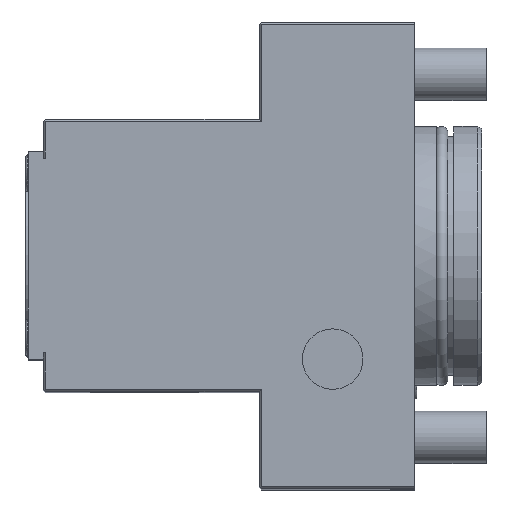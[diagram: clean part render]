
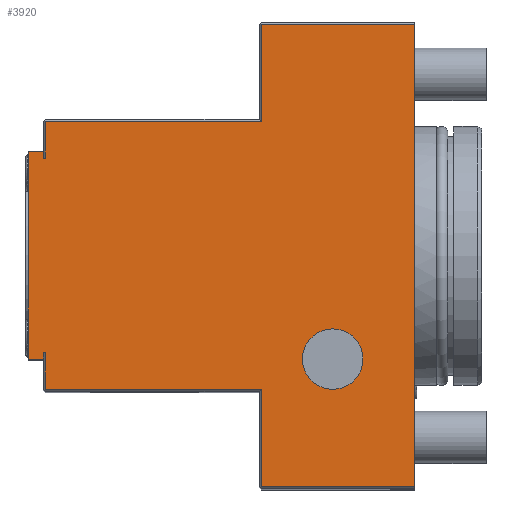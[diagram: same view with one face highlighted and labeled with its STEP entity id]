
A CAD part, top view. The second image highlights one B-rep face of the part: STEP entity #3920.
In plain terms, the highlighted planar face has unit normal (0, 0, 1).
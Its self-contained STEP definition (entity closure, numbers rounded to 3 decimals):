
#426=DIRECTION('',(0.,1.,0.));
#427=VECTOR('',#426,8.5);
#428=CARTESIAN_POINT('',(-85.5,-31.,69.));
#429=LINE('',#428,#427);
#430=DIRECTION('',(0.,-1.,0.));
#431=VECTOR('',#430,1.5);
#432=CARTESIAN_POINT('',(-86.,-22.5,69.));
#433=LINE('',#432,#431);
#434=DIRECTION('',(1.,0.,0.));
#435=VECTOR('',#434,3.5);
#436=CARTESIAN_POINT('',(-89.5,24.,69.));
#437=LINE('',#436,#435);
#438=DIRECTION('',(0.,-1.,0.));
#439=VECTOR('',#438,1.5);
#440=CARTESIAN_POINT('',(-86.,24.,69.));
#441=LINE('',#440,#439);
#442=DIRECTION('',(1.,0.,0.));
#443=VECTOR('',#442,0.5);
#444=CARTESIAN_POINT('',(-86.,22.5,69.));
#445=LINE('',#444,#443);
#446=DIRECTION('',(0.,1.,0.));
#447=VECTOR('',#446,8.5);
#448=CARTESIAN_POINT('',(-85.5,22.5,69.));
#449=LINE('',#448,#447);
#450=DIRECTION('',(-1.,0.,0.));
#451=VECTOR('',#450,50.);
#452=CARTESIAN_POINT('',(-35.5,31.,69.));
#453=LINE('',#452,#451);
#454=DIRECTION('',(0.,-1.,0.));
#455=VECTOR('',#454,22.5);
#456=CARTESIAN_POINT('',(-35.5,53.5,69.));
#457=LINE('',#456,#455);
#458=DIRECTION('',(1.,0.,0.));
#459=VECTOR('',#458,35.5);
#460=CARTESIAN_POINT('',(-35.5,53.5,69.));
#461=LINE('',#460,#459);
#462=DIRECTION('',(1.,0.,0.));
#463=VECTOR('',#462,35.5);
#464=CARTESIAN_POINT('',(-35.5,-53.5,69.));
#465=LINE('',#464,#463);
#466=DIRECTION('',(0.,-1.,0.));
#467=VECTOR('',#466,22.5);
#468=CARTESIAN_POINT('',(-35.5,-31.,69.));
#469=LINE('',#468,#467);
#470=DIRECTION('',(1.,0.,0.));
#471=VECTOR('',#470,50.);
#472=CARTESIAN_POINT('',(-85.5,-31.,69.));
#473=LINE('',#472,#471);
#474=CARTESIAN_POINT('',(-19.,-24.,69.));
#475=DIRECTION('',(0.,0.,-1.));
#476=DIRECTION('',(1.,0.,0.));
#477=AXIS2_PLACEMENT_3D('',#474,#475,#476);
#479=CARTESIAN_POINT('',(-19.,-24.,69.));
#480=DIRECTION('',(0.,0.,-1.));
#481=DIRECTION('',(-1.,0.,0.));
#482=AXIS2_PLACEMENT_3D('',#479,#480,#481);
#684=DIRECTION('',(1.,0.,0.));
#685=VECTOR('',#684,0.5);
#686=CARTESIAN_POINT('',(-86.,-22.5,69.));
#687=LINE('',#686,#685);
#909=DIRECTION('',(0.,1.,0.));
#910=VECTOR('',#909,107.);
#911=CARTESIAN_POINT('',(0.,-53.5,69.));
#912=LINE('',#911,#910);
#1820=DIRECTION('',(0.,-1.,0.));
#1821=VECTOR('',#1820,48.);
#1822=CARTESIAN_POINT('',(-89.5,24.,69.));
#1823=LINE('',#1822,#1821);
#1864=DIRECTION('',(1.,0.,0.));
#1865=VECTOR('',#1864,3.5);
#1866=CARTESIAN_POINT('',(-89.5,-24.,69.));
#1867=LINE('',#1866,#1865);
#2741=CARTESIAN_POINT('',(0.,-53.5,69.));
#2743=VERTEX_POINT('',#2741);
#2747=CARTESIAN_POINT('',(-35.5,-53.5,69.));
#2748=VERTEX_POINT('',#2747);
#2759=CARTESIAN_POINT('',(-85.5,-31.,69.));
#2760=CARTESIAN_POINT('',(-35.5,-31.,69.));
#2761=VERTEX_POINT('',#2759);
#2762=VERTEX_POINT('',#2760);
#2774=CARTESIAN_POINT('',(0.,53.5,69.));
#2776=VERTEX_POINT('',#2774);
#2777=CARTESIAN_POINT('',(-35.5,53.5,69.));
#2778=VERTEX_POINT('',#2777);
#2789=CARTESIAN_POINT('',(-35.5,31.,69.));
#2790=VERTEX_POINT('',#2789);
#2791=CARTESIAN_POINT('',(-85.5,31.,69.));
#2792=VERTEX_POINT('',#2791);
#2913=CARTESIAN_POINT('',(-12.,-24.,69.));
#2914=CARTESIAN_POINT('',(-26.,-24.,69.));
#2915=VERTEX_POINT('',#2913);
#2916=VERTEX_POINT('',#2914);
#2925=CARTESIAN_POINT('',(-89.5,-24.,69.));
#2927=VERTEX_POINT('',#2925);
#2931=CARTESIAN_POINT('',(-89.5,24.,69.));
#2932=VERTEX_POINT('',#2931);
#2933=CARTESIAN_POINT('',(-86.,24.,69.));
#2934=CARTESIAN_POINT('',(-86.,22.5,69.));
#2935=VERTEX_POINT('',#2933);
#2936=VERTEX_POINT('',#2934);
#2937=CARTESIAN_POINT('',(-86.,-24.,69.));
#2938=VERTEX_POINT('',#2937);
#2939=CARTESIAN_POINT('',(-86.,-22.5,69.));
#2940=VERTEX_POINT('',#2939);
#3001=CARTESIAN_POINT('',(-85.5,-22.5,69.));
#3002=VERTEX_POINT('',#3001);
#3003=CARTESIAN_POINT('',(-85.5,22.5,69.));
#3004=VERTEX_POINT('',#3003);
#3876=CARTESIAN_POINT('',(0.,-54.,69.));
#3877=DIRECTION('',(0.,0.,1.));
#3878=DIRECTION('',(0.,1.,0.));
#3879=AXIS2_PLACEMENT_3D('',#3876,#3877,#3878);
#3880=PLANE('',#3879);
#3882=ORIENTED_EDGE('',*,*,#3881,.T.);
#3884=ORIENTED_EDGE('',*,*,#3883,.F.);
#3886=ORIENTED_EDGE('',*,*,#3885,.T.);
#3888=ORIENTED_EDGE('',*,*,#3887,.F.);
#3890=ORIENTED_EDGE('',*,*,#3889,.F.);
#3892=ORIENTED_EDGE('',*,*,#3891,.T.);
#3894=ORIENTED_EDGE('',*,*,#3893,.T.);
#3896=ORIENTED_EDGE('',*,*,#3895,.T.);
#3898=ORIENTED_EDGE('',*,*,#3897,.T.);
#3899=ORIENTED_EDGE('',*,*,#3865,.F.);
#3901=ORIENTED_EDGE('',*,*,#3900,.F.);
#3903=ORIENTED_EDGE('',*,*,#3902,.T.);
#3905=ORIENTED_EDGE('',*,*,#3904,.F.);
#3907=ORIENTED_EDGE('',*,*,#3906,.F.);
#3909=ORIENTED_EDGE('',*,*,#3908,.F.);
#3911=ORIENTED_EDGE('',*,*,#3910,.F.);
#3912=EDGE_LOOP('',(#3882,#3884,#3886,#3888,#3890,#3892,#3894,#3896,#3898,#3899,
#3901,#3903,#3905,#3907,#3909,#3911));
#3913=FACE_OUTER_BOUND('',#3912,.F.);
#3915=ORIENTED_EDGE('',*,*,#3914,.F.);
#3917=ORIENTED_EDGE('',*,*,#3916,.F.);
#3918=EDGE_LOOP('',(#3915,#3917));
#3919=FACE_BOUND('',#3918,.F.);
#3920=ADVANCED_FACE('',(#3913,#3919),#3880,.T.);
#478=CIRCLE('',#477,7.);
#483=CIRCLE('',#482,7.);
#3865=EDGE_CURVE('',#2790,#2792,#453,.T.);
#3881=EDGE_CURVE('',#2761,#3002,#429,.T.);
#3883=EDGE_CURVE('',#2940,#3002,#687,.T.);
#3885=EDGE_CURVE('',#2940,#2938,#433,.T.);
#3887=EDGE_CURVE('',#2927,#2938,#1867,.T.);
#3889=EDGE_CURVE('',#2932,#2927,#1823,.T.);
#3891=EDGE_CURVE('',#2932,#2935,#437,.T.);
#3893=EDGE_CURVE('',#2935,#2936,#441,.T.);
#3895=EDGE_CURVE('',#2936,#3004,#445,.T.);
#3897=EDGE_CURVE('',#3004,#2792,#449,.T.);
#3900=EDGE_CURVE('',#2778,#2790,#457,.T.);
#3902=EDGE_CURVE('',#2778,#2776,#461,.T.);
#3904=EDGE_CURVE('',#2743,#2776,#912,.T.);
#3906=EDGE_CURVE('',#2748,#2743,#465,.T.);
#3908=EDGE_CURVE('',#2762,#2748,#469,.T.);
#3910=EDGE_CURVE('',#2761,#2762,#473,.T.);
#3914=EDGE_CURVE('',#2915,#2916,#478,.T.);
#3916=EDGE_CURVE('',#2916,#2915,#483,.T.);
